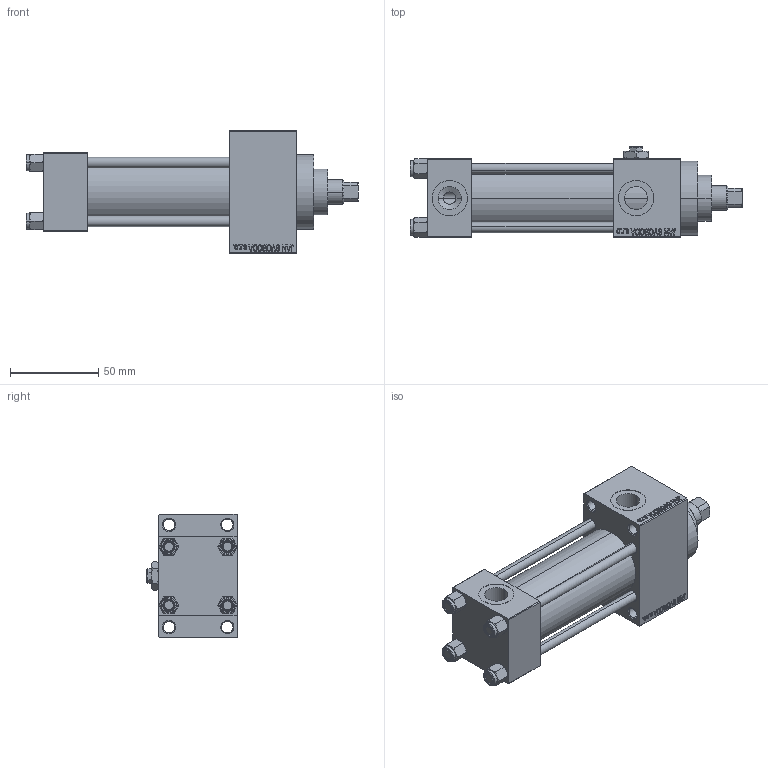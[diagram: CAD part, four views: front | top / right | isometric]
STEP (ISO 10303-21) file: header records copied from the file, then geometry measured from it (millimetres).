
FILE_DESCRIPTION (( 'STEP AP203' ), '1' );
FILE_NAME ('79d7.STEP', '2022-04-16T07:51:21', ( '' ), ( '' ), 'SwSTEP 2.0', 'SolidWorks 2019', '' );
FILE_SCHEMA (( 'CONFIG_CONTROL_DESIGN' ));
Length unit declared in the file: millimetre
Products named in the file (7): V215CR_D_Body 4283322330bf79b75245e605fb362dad; V215_VC_A 4283322330bf79b75245e605fb362dad; V215CR_VCP_D 4283322330bf79b75245e605fb362dad; NUT_M5_D 4283322330bf79b75245e605fb362dad; V215CR_D_TYCINKA 4283322330bf79b75245e605fb362dad; 79d7; Zatka_pro_OIL_PORT 4283322330bf79b75245e605fb362dad
Assembly tree (12 placements, depth 2):
  79d7
    V215CR_D_Body 4283322330bf79b75245e605fb362dad
    V215CR_VCP_D 4283322330bf79b75245e605fb362dad
    NUT_M5_D 4283322330bf79b75245e605fb362dad  x4
    V215CR_D_TYCINKA 4283322330bf79b75245e605fb362dad  x4
    V215_VC_A 4283322330bf79b75245e605fb362dad
    Zatka_pro_OIL_PORT 4283322330bf79b75245e605fb362dad
Bounding box: 188 x 52 x 70 mm (x, y, z)
Volume: 247987.4 mm3; surface area: 86158.7 mm2
Topology: 12 solids, 12 shells, 1157 faces, 2870 edges, 1853 vertices
Faces by surface type: plane 521, bspline 368, cone 164, cylinder 96, torus 8
Entity records: 49021 total; most frequent: CARTESIAN_POINT 25636, ORIENTED_EDGE 5232, DIRECTION 3416, EDGE_CURVE 2616, VERTEX_POINT 1709, VECTOR 1546, LINE 1546, EDGE_LOOP 1175
